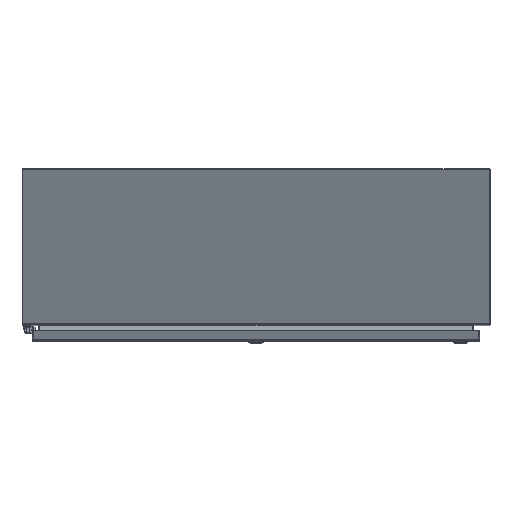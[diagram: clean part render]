
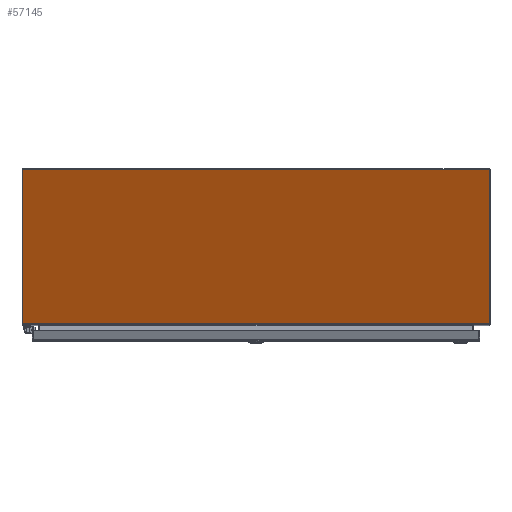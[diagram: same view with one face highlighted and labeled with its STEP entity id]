
A CAD part, top view. The second image highlights one B-rep face of the part: STEP entity #57145.
In plain terms, the highlighted planar face has unit normal (0, -0.423, 0.906).
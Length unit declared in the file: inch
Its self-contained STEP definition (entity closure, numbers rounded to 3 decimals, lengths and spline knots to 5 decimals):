
#676 = EDGE_CURVE ( 'NONE', #59426, #83636, #45037, .T. ) ;
#1179 = DIRECTION ( 'NONE',  ( 0.221, 0.884, 0.412 ) ) ;
#1375 = EDGE_LOOP ( 'NONE', ( #59311, #53112, #55665, #83407, #80359, #77598 ) ) ;
#2341 = CARTESIAN_POINT ( 'NONE',  ( 17.964, -11.78568, 15.30812 ) ) ;
#2540 = LINE ( 'NONE', #78128, #80778 ) ;
#3495 = DIRECTION ( 'NONE',  ( 0., -0.906, -0.423 ) ) ;
#8979 = EDGE_CURVE ( 'NONE', #83636, #13401, #11341, .T. ) ;
#11341 = LINE ( 'NONE', #38991, #25019 ) ;
#12237 = CARTESIAN_POINT ( 'NONE',  ( -17.85408, -11.93764, 15.23726 ) ) ;
#13401 = VERTEX_POINT ( 'NONE', #36038 ) ;
#15465 = LINE ( 'NONE', #50291, #42488 ) ;
#16015 = DIRECTION ( 'NONE',  ( 0., -0.423, 0.906 ) ) ;
#23984 = CARTESIAN_POINT ( 'NONE',  ( -17.892, -0.101, 20.75677 ) ) ;
#25019 = VECTOR ( 'NONE', #53317, 39.37008 ) ;
#30112 = EDGE_CURVE ( 'NONE', #63163, #39818, #59440, .T. ) ;
#30780 = CARTESIAN_POINT ( 'NONE',  ( 17.964, -0.101, 20.75677 ) ) ;
#36038 = CARTESIAN_POINT ( 'NONE',  ( -17.892, -11.78568, 15.30812 ) ) ;
#38199 = VECTOR ( 'NONE', #67045, 39.37008 ) ;
#38991 = CARTESIAN_POINT ( 'NONE',  ( -17.892, -0.101, 20.75677 ) ) ;
#39818 = VERTEX_POINT ( 'NONE', #49531 ) ;
#42488 = VECTOR ( 'NONE', #1179, 39.37008 ) ;
#45037 = LINE ( 'NONE', #52220, #38199 ) ;
#45893 = DIRECTION ( 'NONE',  ( 1., 0., 0. ) ) ;
#46335 = EDGE_CURVE ( 'NONE', #13401, #63163, #2540, .T. ) ;
#46485 = EDGE_CURVE ( 'NONE', #63712, #59426, #79020, .T. ) ;
#49531 = CARTESIAN_POINT ( 'NONE',  ( 17.92608, -11.93764, 15.23726 ) ) ;
#49537 = PLANE ( 'NONE',  #86032 ) ;
#50291 = CARTESIAN_POINT ( 'NONE',  ( 17.92608, -11.93764, 15.23726 ) ) ;
#51204 = DIRECTION ( 'NONE',  ( 0.221, -0.884, -0.412 ) ) ;
#52220 = CARTESIAN_POINT ( 'NONE',  ( -17.892, -0.101, 20.75677 ) ) ;
#53112 = ORIENTED_EDGE ( 'NONE', *, *, #46335, .T. ) ;
#53317 = DIRECTION ( 'NONE',  ( 0., -0.906, -0.423 ) ) ;
#55665 = ORIENTED_EDGE ( 'NONE', *, *, #30112, .T. ) ;
#57145 = ADVANCED_FACE ( 'NONE', ( #71944 ), #49537, .T. ) ;
#59311 = ORIENTED_EDGE ( 'NONE', *, *, #8979, .T. ) ;
#59426 = VERTEX_POINT ( 'NONE', #30780 ) ;
#59440 = LINE ( 'NONE', #86637, #70787 ) ;
#62067 = EDGE_CURVE ( 'NONE', #39818, #63712, #15465, .T. ) ;
#63163 = VERTEX_POINT ( 'NONE', #12237 ) ;
#63712 = VERTEX_POINT ( 'NONE', #2341 ) ;
#67045 = DIRECTION ( 'NONE',  ( -1., 0., 0. ) ) ;
#70787 = VECTOR ( 'NONE', #45893, 39.37008 ) ;
#71944 = FACE_OUTER_BOUND ( 'NONE', #1375, .T. ) ;
#73738 = CARTESIAN_POINT ( 'NONE',  ( -17.892, -0.101, 20.75677 ) ) ;
#77598 = ORIENTED_EDGE ( 'NONE', *, *, #676, .T. ) ;
#78128 = CARTESIAN_POINT ( 'NONE',  ( -17.892, -11.78568, 15.30812 ) ) ;
#79020 = LINE ( 'NONE', #79891, #85200 ) ;
#79891 = CARTESIAN_POINT ( 'NONE',  ( 17.964, -0.101, 20.75677 ) ) ;
#80317 = DIRECTION ( 'NONE',  ( 0., 0.906, 0.423 ) ) ;
#80359 = ORIENTED_EDGE ( 'NONE', *, *, #46485, .T. ) ;
#80778 = VECTOR ( 'NONE', #51204, 39.37008 ) ;
#83407 = ORIENTED_EDGE ( 'NONE', *, *, #62067, .T. ) ;
#83636 = VERTEX_POINT ( 'NONE', #73738 ) ;
#85200 = VECTOR ( 'NONE', #80317, 39.37008 ) ;
#86032 = AXIS2_PLACEMENT_3D ( 'NONE', #23984, #16015, #3495 ) ;
#86637 = CARTESIAN_POINT ( 'NONE',  ( -17.892, -11.93764, 15.23726 ) ) ;
